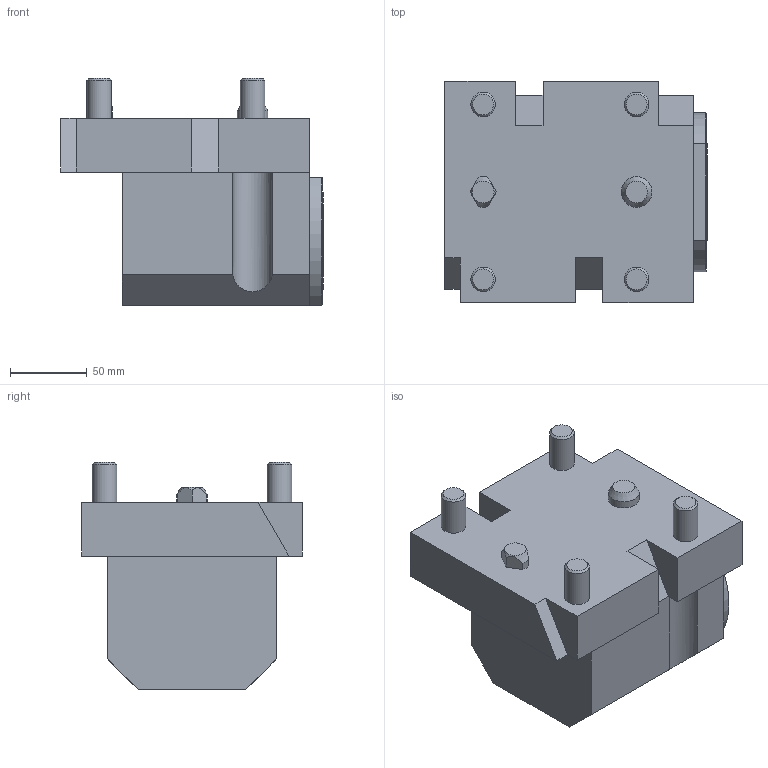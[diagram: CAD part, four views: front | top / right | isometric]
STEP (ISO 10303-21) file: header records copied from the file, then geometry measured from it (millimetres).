
FILE_DESCRIPTION(/* description */ (''),/* implementation_level */ '2;1');
FILE_NAME(/* name */ '1597645408823.stp',/* time_stamp */ '2020-08-17T08:23:35+02:00',/* author */ (''),/* organization */ ('SMS'),/* preprocessor_version */ 'ST-DEVELOPER v16.7',/* originating_system */ 'SIEMENS PLM Software NX 12.0',/* authorisation */ '');
FILE_SCHEMA (('AUTOMOTIVE_DESIGN { 1 0 10303 214 3 1 1 1 }'));
Length unit declared in the file: millimetre
Products named in the file (1): 201639618mod000_01
Bounding box: 171 x 144 x 148 mm (x, y, z)
Volume: 1894703.7 mm3; surface area: 125235 mm2
Topology: 1 solids, 5 shells, 87 faces, 198 edges, 134 vertices
Faces by surface type: plane 52, cylinder 21, cone 14
Full cylindrical faces by diameter (mm): 4 x1, 16 x4, 19.994 x1, 24 x4, 26 x4, 63 x1
Entity records: 2445 total; most frequent: CARTESIAN_POINT 493, DIRECTION 404, ORIENTED_EDGE 340, EDGE_CURVE 170, AXIS2_PLACEMENT_3D 152, EDGE_LOOP 126, VERTEX_POINT 124, LINE 100
